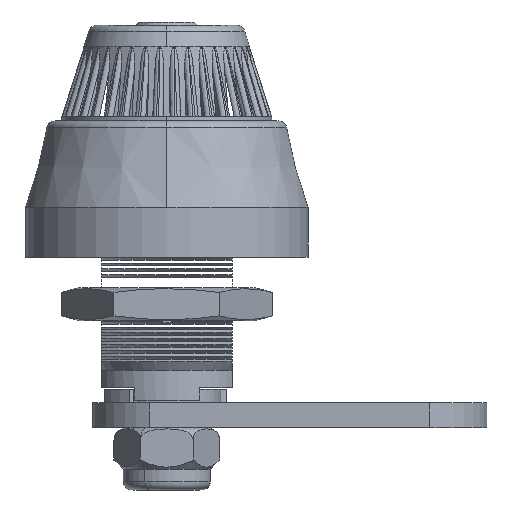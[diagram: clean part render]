
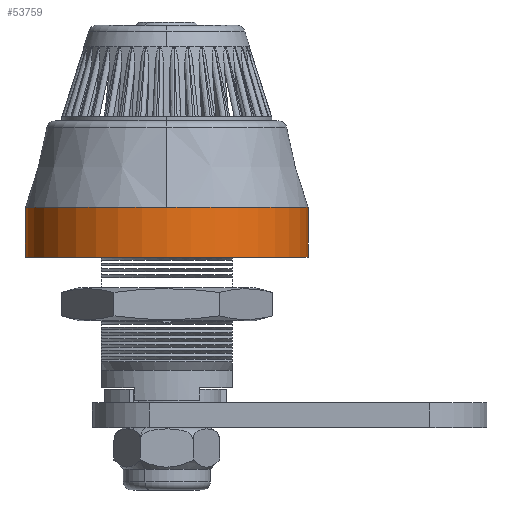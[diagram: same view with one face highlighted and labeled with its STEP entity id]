
A CAD part, front view. The second image highlights one B-rep face of the part: STEP entity #53759.
In plain terms, the highlighted cylindrical face has radius 17 mm (diameter 34 mm), a partial arc.
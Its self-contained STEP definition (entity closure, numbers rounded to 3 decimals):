
#3771 = DIRECTION ( 'NONE',  ( 0., 0., 1. ) ) ;
#6496 = CIRCLE ( 'NONE', #10646, 17. ) ;
#7019 = DIRECTION ( 'NONE',  ( 0., 0., 1. ) ) ;
#7759 = CARTESIAN_POINT ( 'NONE',  ( -13., 10.954, 30.521 ) ) ;
#8463 = VECTOR ( 'NONE', #51160, 1000. ) ;
#9059 = CARTESIAN_POINT ( 'NONE',  ( 0., 0., 0. ) ) ;
#10116 = VECTOR ( 'NONE', #7019, 1000. ) ;
#10646 = AXIS2_PLACEMENT_3D ( 'NONE', #9059, #39418, #13429 ) ;
#11855 = CARTESIAN_POINT ( 'NONE',  ( 0., -17., 0. ) ) ;
#13429 = DIRECTION ( 'NONE',  ( 0., 1., 0. ) ) ;
#14362 = CYLINDRICAL_SURFACE ( 'NONE', #46313, 17. ) ;
#14970 = AXIS2_PLACEMENT_3D ( 'NONE', #29776, #3771, #34095 ) ;
#15111 = CARTESIAN_POINT ( 'NONE',  ( 0., 0., 30.521 ) ) ;
#15162 = CARTESIAN_POINT ( 'NONE',  ( -13., 10.954, 0. ) ) ;
#18826 = CARTESIAN_POINT ( 'NONE',  ( 13., 10.954, 0. ) ) ;
#20261 = CARTESIAN_POINT ( 'NONE',  ( 0., 0., -6. ) ) ;
#21866 = EDGE_CURVE ( 'NONE', #33592, #37842, #35587, .T. ) ;
#22587 = CARTESIAN_POINT ( 'NONE',  ( -13., 10.954, -6. ) ) ;
#23447 = VERTEX_POINT ( 'NONE', #40808 ) ;
#23558 = EDGE_CURVE ( 'NONE', #37842, #23447, #44500, .T. ) ;
#24641 = DIRECTION ( 'NONE',  ( 0., 1., 0. ) ) ;
#28648 = CARTESIAN_POINT ( 'NONE',  ( 13., 10.954, 30.521 ) ) ;
#29776 = CARTESIAN_POINT ( 'NONE',  ( 0., 0., 0. ) ) ;
#30144 = ORIENTED_EDGE ( 'NONE', *, *, #50109, .F. ) ;
#30928 = ORIENTED_EDGE ( 'NONE', *, *, #46650, .T. ) ;
#31912 = AXIS2_PLACEMENT_3D ( 'NONE', #20261, #50596, #24641 ) ;
#33592 = VERTEX_POINT ( 'NONE', #15162 ) ;
#33924 = VERTEX_POINT ( 'NONE', #11855 ) ;
#34095 = DIRECTION ( 'NONE',  ( 0., 1., 0. ) ) ;
#35159 = EDGE_CURVE ( 'NONE', #33592, #33924, #38466, .T. ) ;
#35587 = LINE ( 'NONE', #7759, #8463 ) ;
#36709 = DIRECTION ( 'NONE',  ( 0., 1., 0. ) ) ;
#37842 = VERTEX_POINT ( 'NONE', #22587 ) ;
#38466 = CIRCLE ( 'NONE', #14970, 17. ) ;
#39418 = DIRECTION ( 'NONE',  ( 0., 0., 1. ) ) ;
#40808 = CARTESIAN_POINT ( 'NONE',  ( 13., 10.954, -6. ) ) ;
#42500 = ORIENTED_EDGE ( 'NONE', *, *, #35159, .F. ) ;
#44500 = CIRCLE ( 'NONE', #31912, 17. ) ;
#45421 = DIRECTION ( 'NONE',  ( 0., 0., 1. ) ) ;
#46313 = AXIS2_PLACEMENT_3D ( 'NONE', #15111, #45421, #36709 ) ;
#46537 = VERTEX_POINT ( 'NONE', #18826 ) ;
#46650 = EDGE_CURVE ( 'NONE', #23447, #46537, #56262, .T. ) ;
#48947 = FACE_OUTER_BOUND ( 'NONE', #56216, .T. ) ;
#49733 = ORIENTED_EDGE ( 'NONE', *, *, #21866, .T. ) ;
#50109 = EDGE_CURVE ( 'NONE', #33924, #46537, #6496, .T. ) ;
#50596 = DIRECTION ( 'NONE',  ( 0., 0., 1. ) ) ;
#51160 = DIRECTION ( 'NONE',  ( 0., 0., -1. ) ) ;
#53759 = ADVANCED_FACE ( 'NONE', ( #48947 ), #14362, .T. ) ;
#55123 = ORIENTED_EDGE ( 'NONE', *, *, #23558, .T. ) ;
#56216 = EDGE_LOOP ( 'NONE', ( #55123, #30928, #30144, #42500, #49733 ) ) ;
#56262 = LINE ( 'NONE', #28648, #10116 ) ;
